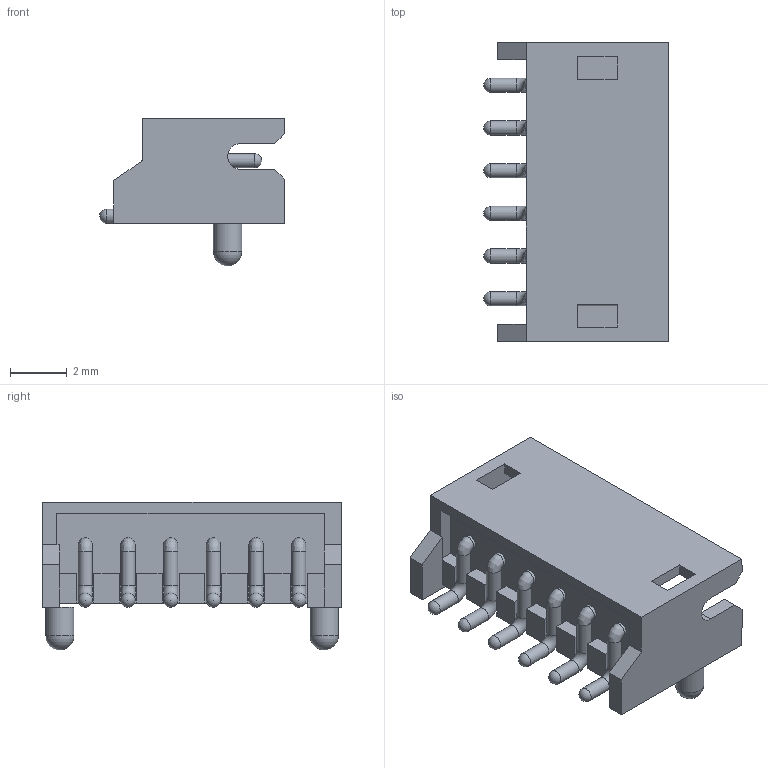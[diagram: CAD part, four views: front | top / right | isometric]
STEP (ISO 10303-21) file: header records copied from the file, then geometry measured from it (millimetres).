
FILE_DESCRIPTION(/* description */ (''),/* implementation_level */ '2;1');
FILE_NAME(/* name */ 'S6B-ZR-SM2-TF.step',/* time_stamp */ '2023-11-07T20:02:28+03:00',/* author */ ('Sandman'),/* organization */ (''),/* preprocessor_version */ 'ST-DEVELOPER v18.1',/* originating_system */ 'Autodesk Inventor 2021',/* authorisation */ '');
FILE_SCHEMA (('AUTOMOTIVE_DESIGN { 1 0 10303 214 3 1 1 }'));
Length unit declared in the file: millimetre
Products named in the file (1): ZH_connector
Bounding box: 6.5 x 10.5 x 5.2 mm (x, y, z)
Volume: 95.4 mm3; surface area: 382.2 mm2
Topology: 1 solids, 1 shells, 125 faces, 351 edges, 213 vertices
Faces by surface type: plane 71, cylinder 28, sphere 14, torus 6, bspline 6
Full cylindrical faces by diameter (mm): 0.5 x24, 1 x2
Entity records: 4064 total; most frequent: CARTESIAN_POINT 820, DIRECTION 656, ORIENTED_EDGE 650, EDGE_CURVE 325, LINE 234, VECTOR 234, VERTEX_POINT 213, AXIS2_PLACEMENT_3D 211
